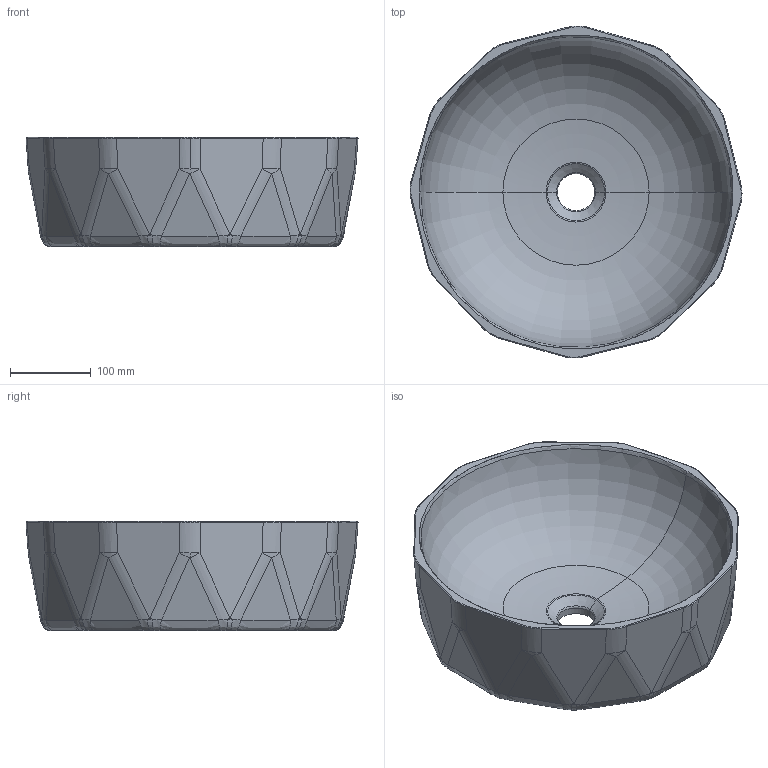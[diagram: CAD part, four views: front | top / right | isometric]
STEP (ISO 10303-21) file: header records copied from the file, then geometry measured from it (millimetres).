
FILE_DESCRIPTION (( 'STEP AP214' ), '1' );
FILE_NAME ('Geo_v1.STEP', '2024-07-23T07:59:55', ( '' ), ( '' ), 'SwSTEP 2.0', 'SolidWorks 2023', '' );
FILE_SCHEMA (( 'AUTOMOTIVE_DESIGN' ));
Length unit declared in the file: millimetre
Products named in the file (1): Geo_v1
Bounding box: 410.4 x 410.4 x 135 mm (x, y, z)
Volume: 4316112.5 mm3; surface area: 510329.6 mm2
Topology: 1 solids, 1 shells, 203 faces, 455 edges, 255 vertices
Faces by surface type: bspline 74, cylinder 52, plane 27, sphere 26, torus 18, cone 6
Entity records: 7901 total; most frequent: CARTESIAN_POINT 4106, ORIENTED_EDGE 910, DIRECTION 664, EDGE_CURVE 455, AXIS2_PLACEMENT_3D 279, VERTEX_POINT 255, EDGE_LOOP 206, FACE_OUTER_BOUND 203
